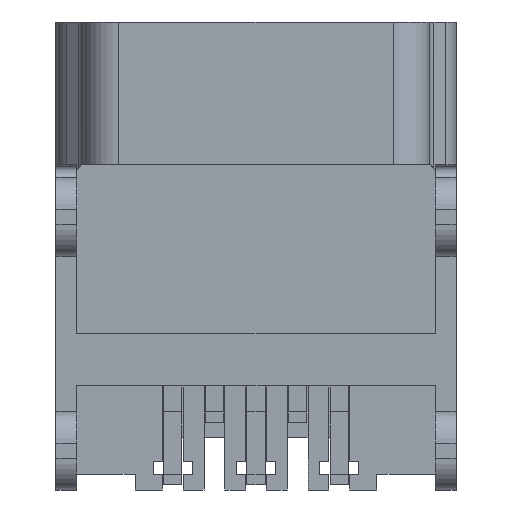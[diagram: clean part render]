
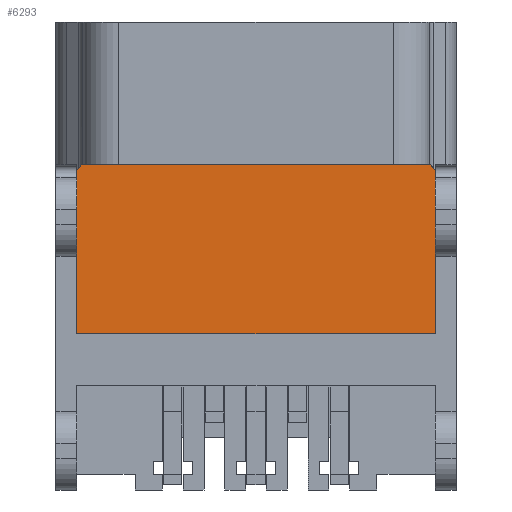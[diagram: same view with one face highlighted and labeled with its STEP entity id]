
A CAD part, front view. The second image highlights one B-rep face of the part: STEP entity #6293.
In plain terms, the highlighted planar face has unit normal (0, -1, 0).
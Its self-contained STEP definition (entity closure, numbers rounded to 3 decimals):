
#561 = EDGE_CURVE ( 'NONE', #2099, #2049, #11422, .T. ) ;
#587 = CARTESIAN_POINT ( 'NONE',  ( 3.45, -2., -2.85 ) ) ;
#775 = CARTESIAN_POINT ( 'NONE',  ( 3.45, -2., -3. ) ) ;
#1106 = DIRECTION ( 'NONE',  ( -0.707, 0., 0.707 ) ) ;
#1228 = DIRECTION ( 'NONE',  ( -0.707, 0., -0.707 ) ) ;
#1493 = CARTESIAN_POINT ( 'NONE',  ( -3.45, -2., -2.75 ) ) ;
#1831 = DIRECTION ( 'NONE',  ( 0., 0., 1. ) ) ;
#1936 = CARTESIAN_POINT ( 'NONE',  ( -3.45, -2., -3. ) ) ;
#2049 = VERTEX_POINT ( 'NONE', #3538 ) ;
#2097 = FACE_OUTER_BOUND ( 'NONE', #9263, .T. ) ;
#2099 = VERTEX_POINT ( 'NONE', #7461 ) ;
#2311 = VERTEX_POINT ( 'NONE', #7756 ) ;
#2717 = DIRECTION ( 'NONE',  ( 0., 0., -1. ) ) ;
#2898 = LINE ( 'NONE', #6284, #12730 ) ;
#3476 = VERTEX_POINT ( 'NONE', #775 ) ;
#3525 = LINE ( 'NONE', #12408, #8751 ) ;
#3538 = CARTESIAN_POINT ( 'NONE',  ( 3.45, -2., -6. ) ) ;
#3569 = CARTESIAN_POINT ( 'NONE',  ( 3.35, -2., -2.75 ) ) ;
#3599 = CARTESIAN_POINT ( 'NONE',  ( 0.25, -2., 0.85 ) ) ;
#3691 = LINE ( 'NONE', #3599, #5671 ) ;
#3696 = DIRECTION ( 'NONE',  ( -1., 0., 0. ) ) ;
#3969 = CARTESIAN_POINT ( 'NONE',  ( -3.45, -2., -4.5 ) ) ;
#4057 = ORIENTED_EDGE ( 'NONE', *, *, #10228, .F. ) ;
#4079 = DIRECTION ( 'NONE',  ( 0., 0., -1. ) ) ;
#4176 = EDGE_CURVE ( 'NONE', #11085, #12320, #7392, .T. ) ;
#4376 = VECTOR ( 'NONE', #14101, 1000. ) ;
#4747 = CARTESIAN_POINT ( 'NONE',  ( -3.45, -2., -6. ) ) ;
#5041 = ORIENTED_EDGE ( 'NONE', *, *, #12448, .T. ) ;
#5440 = EDGE_CURVE ( 'NONE', #5844, #3476, #3525, .T. ) ;
#5671 = VECTOR ( 'NONE', #1228, 1000. ) ;
#5844 = VERTEX_POINT ( 'NONE', #587 ) ;
#6284 = CARTESIAN_POINT ( 'NONE',  ( -3.15, -2., -2.75 ) ) ;
#6293 = ADVANCED_FACE ( 'NONE', ( #2097 ), #9512, .T. ) ;
#6595 = VECTOR ( 'NONE', #1831, 1000. ) ;
#6704 = ORIENTED_EDGE ( 'NONE', *, *, #15298, .T. ) ;
#6713 = ORIENTED_EDGE ( 'NONE', *, *, #4176, .F. ) ;
#6948 = EDGE_CURVE ( 'NONE', #11085, #12522, #10554, .T. ) ;
#7194 = CARTESIAN_POINT ( 'NONE',  ( 3.45, -2., -4.5 ) ) ;
#7216 = ORIENTED_EDGE ( 'NONE', *, *, #8055, .T. ) ;
#7380 = LINE ( 'NONE', #7194, #7583 ) ;
#7392 = LINE ( 'NONE', #7826, #6595 ) ;
#7461 = CARTESIAN_POINT ( 'NONE',  ( 3.45, -2., -4.5 ) ) ;
#7583 = VECTOR ( 'NONE', #14994, 1000. ) ;
#7756 = CARTESIAN_POINT ( 'NONE',  ( -3.45, -2., -2.85 ) ) ;
#7826 = CARTESIAN_POINT ( 'NONE',  ( -3.45, -2., -3. ) ) ;
#7856 = ORIENTED_EDGE ( 'NONE', *, *, #13725, .T. ) ;
#8055 = EDGE_CURVE ( 'NONE', #15128, #2311, #3691, .T. ) ;
#8751 = VECTOR ( 'NONE', #13708, 1000. ) ;
#9012 = CARTESIAN_POINT ( 'NONE',  ( -3.45, -2., -4.5 ) ) ;
#9252 = ORIENTED_EDGE ( 'NONE', *, *, #5440, .F. ) ;
#9263 = EDGE_LOOP ( 'NONE', ( #9252, #5041, #15515, #7216, #7856, #6713, #9719, #6704, #15444, #4057 ) ) ;
#9266 = VERTEX_POINT ( 'NONE', #3569 ) ;
#9512 = PLANE ( 'NONE',  #11291 ) ;
#9719 = ORIENTED_EDGE ( 'NONE', *, *, #6948, .T. ) ;
#9947 = VECTOR ( 'NONE', #2717, 1000. ) ;
#9971 = VECTOR ( 'NONE', #1106, 1000. ) ;
#10166 = CARTESIAN_POINT ( 'NONE',  ( 0., -2., -6. ) ) ;
#10228 = EDGE_CURVE ( 'NONE', #3476, #2099, #7380, .T. ) ;
#10554 = LINE ( 'NONE', #3969, #9947 ) ;
#10887 = CARTESIAN_POINT ( 'NONE',  ( 3.45, -2., -4.5 ) ) ;
#11085 = VERTEX_POINT ( 'NONE', #9012 ) ;
#11291 = AXIS2_PLACEMENT_3D ( 'NONE', #15615, #14397, #4079 ) ;
#11422 = LINE ( 'NONE', #10887, #12638 ) ;
#12072 = DIRECTION ( 'NONE',  ( 0., 0., -1. ) ) ;
#12320 = VERTEX_POINT ( 'NONE', #1936 ) ;
#12408 = CARTESIAN_POINT ( 'NONE',  ( 3.45, -2., 0. ) ) ;
#12448 = EDGE_CURVE ( 'NONE', #5844, #9266, #14381, .T. ) ;
#12522 = VERTEX_POINT ( 'NONE', #4747 ) ;
#12638 = VECTOR ( 'NONE', #12072, 1000. ) ;
#12730 = VECTOR ( 'NONE', #3696, 1000. ) ;
#12964 = VECTOR ( 'NONE', #14323, 1000. ) ;
#13638 = CARTESIAN_POINT ( 'NONE',  ( -3.35, -2., -2.75 ) ) ;
#13708 = DIRECTION ( 'NONE',  ( 0., 0., -1. ) ) ;
#13725 = EDGE_CURVE ( 'NONE', #2311, #12320, #14954, .T. ) ;
#14101 = DIRECTION ( 'NONE',  ( 1., 0., 0. ) ) ;
#14186 = EDGE_CURVE ( 'NONE', #9266, #15128, #2898, .T. ) ;
#14323 = DIRECTION ( 'NONE',  ( 0., 0., -1. ) ) ;
#14381 = LINE ( 'NONE', #16413, #9971 ) ;
#14397 = DIRECTION ( 'NONE',  ( 0., -1., 0. ) ) ;
#14629 = LINE ( 'NONE', #10166, #4376 ) ;
#14954 = LINE ( 'NONE', #1493, #12964 ) ;
#14994 = DIRECTION ( 'NONE',  ( 0., 0., -1. ) ) ;
#15128 = VERTEX_POINT ( 'NONE', #13638 ) ;
#15298 = EDGE_CURVE ( 'NONE', #12522, #2049, #14629, .T. ) ;
#15444 = ORIENTED_EDGE ( 'NONE', *, *, #561, .F. ) ;
#15515 = ORIENTED_EDGE ( 'NONE', *, *, #14186, .T. ) ;
#15615 = CARTESIAN_POINT ( 'NONE',  ( 3.85, -2., -2.75 ) ) ;
#16413 = CARTESIAN_POINT ( 'NONE',  ( 3.6, -2., -3. ) ) ;
